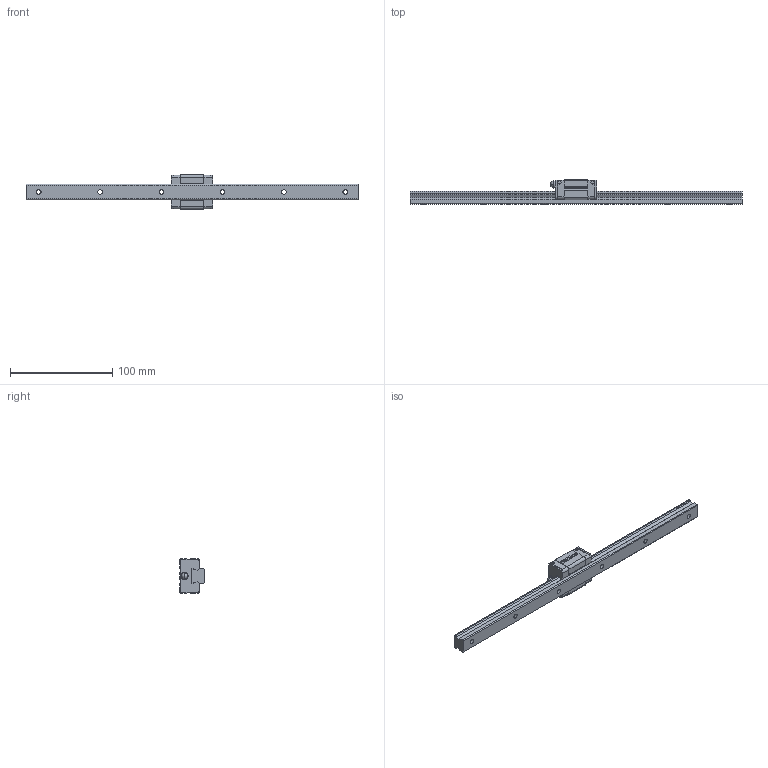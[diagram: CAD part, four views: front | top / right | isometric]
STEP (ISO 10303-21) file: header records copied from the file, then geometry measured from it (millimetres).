
FILE_DESCRIPTION( ( '' ), '1' );
FILE_NAME( 'ssr15xv1ss32512_50pb1021b142_35000_2_03.stp', '2011-10-25T01:15:51', ( '' ), ( '' ), ' ', ' ', ' ' );
FILE_SCHEMA( ( 'CONFIG_CONTROL_DESIGN' ) );
Length unit declared in the file: millimetre
Products named in the file (3): 1; 2; 3
Bounding box: 325 x 24 x 34 mm (x, y, z)
Volume: 74256.1 mm3; surface area: 26994 mm2
Topology: 3 solids, 3 shells, 187 faces, 489 edges, 316 vertices
Faces by surface type: plane 111, cylinder 66, cone 8, sphere 2
Entity records: 5846 total; most frequent: DIRECTION 1008, CARTESIAN_POINT 987, ORIENTED_EDGE 962, EDGE_CURVE 481, AXIS2_PLACEMENT_3D 337, LINE 334, VECTOR 334, VERTEX_POINT 316
